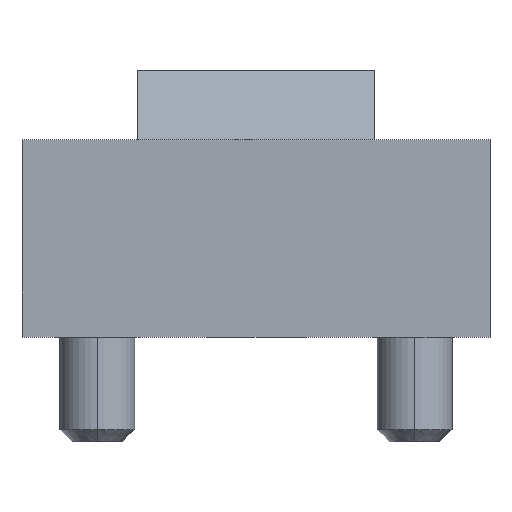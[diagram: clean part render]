
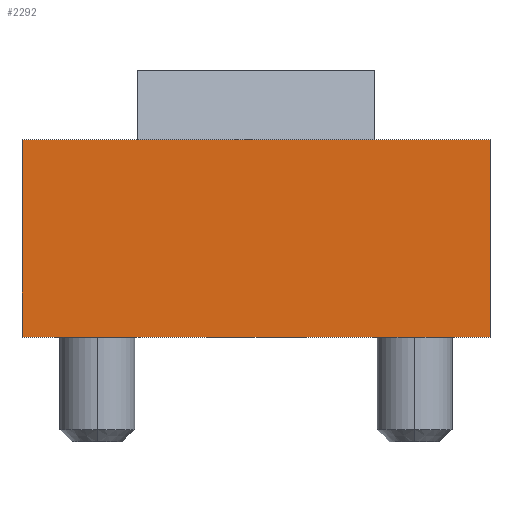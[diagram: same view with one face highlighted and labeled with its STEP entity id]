
A CAD part, left-side view. The second image highlights one B-rep face of the part: STEP entity #2292.
In plain terms, the highlighted planar face has unit normal (-1, 0, 0).
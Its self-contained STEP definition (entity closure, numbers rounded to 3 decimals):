
#37 = CARTESIAN_POINT ( 'NONE',  ( -19.05, 62.865, 31.623 ) ) ;
#62 = DIRECTION ( 'NONE',  ( 0., -1., 0. ) ) ;
#130 = DIRECTION ( 'NONE',  ( 0., 0., 1. ) ) ;
#177 = CARTESIAN_POINT ( 'NONE',  ( -19.05, -12.065, 31.623 ) ) ;
#230 = CARTESIAN_POINT ( 'NONE',  ( -19.05, 62.865, 0. ) ) ;
#283 = PLANE ( 'NONE',  #2538 ) ;
#302 = CARTESIAN_POINT ( 'NONE',  ( -19.05, -12.065, 0. ) ) ;
#464 = CARTESIAN_POINT ( 'NONE',  ( -19.05, 62.865, 0. ) ) ;
#466 = VECTOR ( 'NONE', #130, 1000. ) ;
#588 = LINE ( 'NONE', #1042, #1649 ) ;
#822 = VERTEX_POINT ( 'NONE', #177 ) ;
#843 = EDGE_LOOP ( 'NONE', ( #2941, #2009, #1618, #2265 ) ) ;
#1029 = CARTESIAN_POINT ( 'NONE',  ( -19.05, 62.865, 0. ) ) ;
#1042 = CARTESIAN_POINT ( 'NONE',  ( -19.05, -12.065, 0. ) ) ;
#1089 = VERTEX_POINT ( 'NONE', #2153 ) ;
#1224 = DIRECTION ( 'NONE',  ( 1., 0., 0. ) ) ;
#1273 = LINE ( 'NONE', #1029, #466 ) ;
#1316 = EDGE_CURVE ( 'NONE', #1858, #2152, #1727, .T. ) ;
#1418 = FACE_OUTER_BOUND ( 'NONE', #843, .T. ) ;
#1582 = CARTESIAN_POINT ( 'NONE',  ( -19.05, 62.865, 0. ) ) ;
#1618 = ORIENTED_EDGE ( 'NONE', *, *, #2125, .F. ) ;
#1649 = VECTOR ( 'NONE', #1993, 1000. ) ;
#1727 = LINE ( 'NONE', #230, #2480 ) ;
#1858 = VERTEX_POINT ( 'NONE', #1582 ) ;
#1993 = DIRECTION ( 'NONE',  ( 0., 0., 1. ) ) ;
#2009 = ORIENTED_EDGE ( 'NONE', *, *, #2427, .F. ) ;
#2125 = EDGE_CURVE ( 'NONE', #1858, #1089, #1273, .T. ) ;
#2151 = LINE ( 'NONE', #37, #2883 ) ;
#2152 = VERTEX_POINT ( 'NONE', #302 ) ;
#2153 = CARTESIAN_POINT ( 'NONE',  ( -19.05, 62.865, 31.623 ) ) ;
#2265 = ORIENTED_EDGE ( 'NONE', *, *, #1316, .T. ) ;
#2292 = ADVANCED_FACE ( 'NONE', ( #1418 ), #283, .F. ) ;
#2427 = EDGE_CURVE ( 'NONE', #1089, #822, #2151, .T. ) ;
#2480 = VECTOR ( 'NONE', #3023, 1000. ) ;
#2538 = AXIS2_PLACEMENT_3D ( 'NONE', #464, #1224, #2841 ) ;
#2561 = EDGE_CURVE ( 'NONE', #2152, #822, #588, .T. ) ;
#2841 = DIRECTION ( 'NONE',  ( 0., 1., 0. ) ) ;
#2883 = VECTOR ( 'NONE', #62, 1000. ) ;
#2941 = ORIENTED_EDGE ( 'NONE', *, *, #2561, .T. ) ;
#3023 = DIRECTION ( 'NONE',  ( 0., -1., 0. ) ) ;
